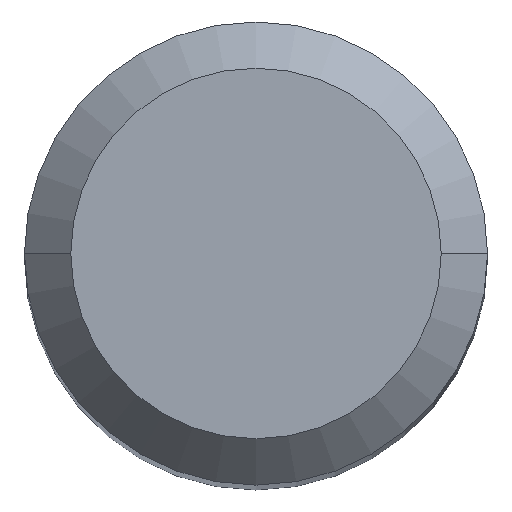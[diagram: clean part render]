
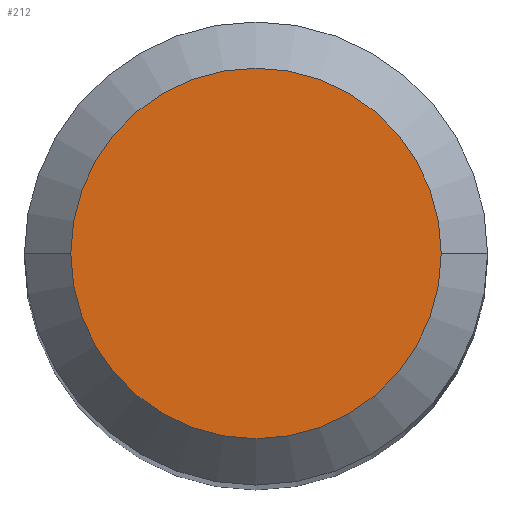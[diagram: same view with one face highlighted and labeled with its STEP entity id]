
A CAD part, top view. The second image highlights one B-rep face of the part: STEP entity #212.
In plain terms, the highlighted planar face has unit normal (0, 0, 1).
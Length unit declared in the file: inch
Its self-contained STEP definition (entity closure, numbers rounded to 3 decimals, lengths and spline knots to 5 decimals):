
#2 = FACE_OUTER_BOUND ( 'NONE', #66, .T. ) ;
#32 = DIRECTION ( 'NONE',  ( -1., 0., 0. ) ) ;
#37 = CARTESIAN_POINT ( 'NONE',  ( -0.09448, 0., 0. ) ) ;
#42 = CARTESIAN_POINT ( 'NONE',  ( 0., 0., 0. ) ) ;
#66 = EDGE_LOOP ( 'NONE', ( #199, #244 ) ) ;
#68 = CARTESIAN_POINT ( 'NONE',  ( 0., 0., 0. ) ) ;
#85 = DIRECTION ( 'NONE',  ( 0., 0., 1. ) ) ;
#104 = CIRCLE ( 'NONE', #422, 0.09448 ) ;
#113 = EDGE_CURVE ( 'NONE', #254, #207, #128, .T. ) ;
#128 = CIRCLE ( 'NONE', #413, 0.09448 ) ;
#143 = DIRECTION ( 'NONE',  ( 0., 0., -1. ) ) ;
#144 = DIRECTION ( 'NONE',  ( 1., 0., 0. ) ) ;
#180 = PLANE ( 'NONE',  #322 ) ;
#188 = CARTESIAN_POINT ( 'NONE',  ( 0., 0., 0. ) ) ;
#199 = ORIENTED_EDGE ( 'NONE', *, *, #431, .T. ) ;
#207 = VERTEX_POINT ( 'NONE', #37 ) ;
#212 = ADVANCED_FACE ( 'NONE', ( #2 ), #180, .F. ) ;
#244 = ORIENTED_EDGE ( 'NONE', *, *, #113, .T. ) ;
#254 = VERTEX_POINT ( 'NONE', #409 ) ;
#322 = AXIS2_PLACEMENT_3D ( 'NONE', #68, #143, #32 ) ;
#345 = DIRECTION ( 'NONE',  ( 1., 0., 0. ) ) ;
#409 = CARTESIAN_POINT ( 'NONE',  ( 0.09448, 0., 0. ) ) ;
#413 = AXIS2_PLACEMENT_3D ( 'NONE', #42, #454, #144 ) ;
#422 = AXIS2_PLACEMENT_3D ( 'NONE', #188, #85, #345 ) ;
#431 = EDGE_CURVE ( 'NONE', #207, #254, #104, .T. ) ;
#454 = DIRECTION ( 'NONE',  ( 0., 0., 1. ) ) ;
